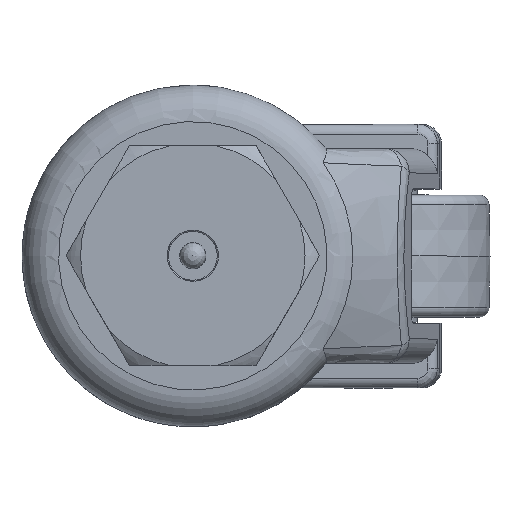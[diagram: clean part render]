
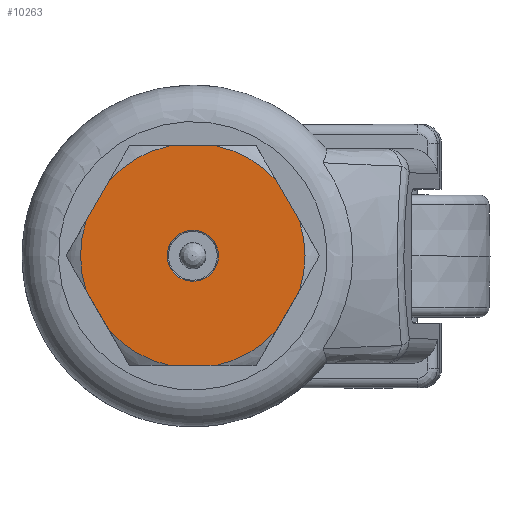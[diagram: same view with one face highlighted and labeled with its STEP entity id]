
A CAD part, top view. The second image highlights one B-rep face of the part: STEP entity #10263.
In plain terms, the highlighted planar face has unit normal (0, 0, 1).
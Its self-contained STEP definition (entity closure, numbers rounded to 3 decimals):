
#9880=CARTESIAN_POINT('',(-21.87,7.119,0.0));
#9881=VERTEX_POINT('',#9880);
#9895=CARTESIAN_POINT('',(-17.101,15.381,0.0));
#9896=VERTEX_POINT('',#9895);
#9897=CARTESIAN_POINT('',(-21.87,7.119,0.0));
#9898=DIRECTION('',(0.5,0.866,0.0));
#9899=VECTOR('',#9898,9.539);
#9900=LINE('',#9897,#9899);
#9901=EDGE_CURVE('',#9881,#9896,#9900,.T.);
#9941=CARTESIAN_POINT('',(-17.101,-15.381,0.0));
#9942=VERTEX_POINT('',#9941);
#9956=CARTESIAN_POINT('',(-21.87,-7.119,0.0));
#9957=VERTEX_POINT('',#9956);
#9958=CARTESIAN_POINT('',(-17.101,-15.381,0.0));
#9959=DIRECTION('',(-0.5,0.866,0.0));
#9960=VECTOR('',#9959,9.539);
#9961=LINE('',#9958,#9960);
#9962=EDGE_CURVE('',#9942,#9957,#9961,.T.);
#9995=CARTESIAN_POINT('',(4.77,-22.5,0.0));
#9996=VERTEX_POINT('',#9995);
#10010=CARTESIAN_POINT('',(-4.77,-22.5,0.0));
#10011=VERTEX_POINT('',#10010);
#10012=CARTESIAN_POINT('',(4.77,-22.5,0.0));
#10013=DIRECTION('',(-1.0,0.0,0.0));
#10014=VECTOR('',#10013,9.539);
#10015=LINE('',#10012,#10014);
#10016=EDGE_CURVE('',#9996,#10011,#10015,.T.);
#10049=CARTESIAN_POINT('',(21.87,-7.119,0.0));
#10050=VERTEX_POINT('',#10049);
#10064=CARTESIAN_POINT('',(17.101,-15.381,0.0));
#10065=VERTEX_POINT('',#10064);
#10066=CARTESIAN_POINT('',(21.87,-7.119,0.0));
#10067=DIRECTION('',(-0.5,-0.866,0.0));
#10068=VECTOR('',#10067,9.539);
#10069=LINE('',#10066,#10068);
#10070=EDGE_CURVE('',#10050,#10065,#10069,.T.);
#10101=CARTESIAN_POINT('',(21.87,7.119,0.0));
#10102=VERTEX_POINT('',#10101);
#10126=CARTESIAN_POINT('',(17.101,15.381,0.0));
#10127=VERTEX_POINT('',#10126);
#10141=CARTESIAN_POINT('',(17.101,15.381,0.0));
#10142=DIRECTION('',(0.5,-0.866,0.0));
#10143=VECTOR('',#10142,9.539);
#10144=LINE('',#10141,#10143);
#10145=EDGE_CURVE('',#10127,#10102,#10144,.T.);
#10155=CARTESIAN_POINT('',(4.77,22.5,0.0));
#10156=VERTEX_POINT('',#10155);
#10173=CARTESIAN_POINT('',(-4.77,22.5,0.0));
#10174=VERTEX_POINT('',#10173);
#10188=CARTESIAN_POINT('',(-4.77,22.5,0.0));
#10189=DIRECTION('',(1.0,0.0,0.0));
#10190=VECTOR('',#10189,9.539);
#10191=LINE('',#10188,#10190);
#10192=EDGE_CURVE('',#10174,#10156,#10191,.T.);
#10197=CARTESIAN_POINT('',(0.,0.,0.));
#10198=DIRECTION('',(0.0,0.0,1.0));
#10199=DIRECTION('',(1.0,0.0,0.0));
#10200=AXIS2_PLACEMENT_3D('',#10197,#10198,#10199);
#10201=PLANE('',#10200);
#10202=CARTESIAN_POINT('',(0.0,0.0,0.0));
#10203=DIRECTION('',(0.0,0.0,1.0));
#10204=DIRECTION('',(1.0,0.0,0.0));
#10205=AXIS2_PLACEMENT_3D('',#10202,#10203,#10204);
#10206=CIRCLE('',#10205,23.);
#10207=EDGE_CURVE('',#10050,#10102,#10206,.T.);
#10208=ORIENTED_EDGE('',*,*,#10207,.T.);
#10209=ORIENTED_EDGE('',*,*,#10145,.F.);
#10210=CARTESIAN_POINT('',(0.0,0.0,0.0));
#10211=DIRECTION('',(0.0,0.0,1.0));
#10212=DIRECTION('',(1.0,0.0,0.0));
#10213=AXIS2_PLACEMENT_3D('',#10210,#10211,#10212);
#10214=CIRCLE('',#10213,23.);
#10215=EDGE_CURVE('',#10127,#10156,#10214,.T.);
#10216=ORIENTED_EDGE('',*,*,#10215,.T.);
#10217=ORIENTED_EDGE('',*,*,#10192,.F.);
#10218=CARTESIAN_POINT('',(0.0,0.0,0.0));
#10219=DIRECTION('',(0.0,0.0,1.0));
#10220=DIRECTION('',(1.0,0.0,0.0));
#10221=AXIS2_PLACEMENT_3D('',#10218,#10219,#10220);
#10222=CIRCLE('',#10221,23.);
#10223=EDGE_CURVE('',#10174,#9896,#10222,.T.);
#10224=ORIENTED_EDGE('',*,*,#10223,.T.);
#10225=ORIENTED_EDGE('',*,*,#9901,.F.);
#10226=CARTESIAN_POINT('',(0.0,0.0,0.0));
#10227=DIRECTION('',(0.0,0.0,1.0));
#10228=DIRECTION('',(1.0,0.0,0.0));
#10229=AXIS2_PLACEMENT_3D('',#10226,#10227,#10228);
#10230=CIRCLE('',#10229,23.);
#10231=EDGE_CURVE('',#9881,#9957,#10230,.T.);
#10232=ORIENTED_EDGE('',*,*,#10231,.T.);
#10233=ORIENTED_EDGE('',*,*,#9962,.F.);
#10234=CARTESIAN_POINT('',(0.0,0.0,0.0));
#10235=DIRECTION('',(0.0,0.0,1.0));
#10236=DIRECTION('',(1.0,0.0,0.0));
#10237=AXIS2_PLACEMENT_3D('',#10234,#10235,#10236);
#10238=CIRCLE('',#10237,23.);
#10239=EDGE_CURVE('',#9942,#10011,#10238,.T.);
#10240=ORIENTED_EDGE('',*,*,#10239,.T.);
#10241=ORIENTED_EDGE('',*,*,#10016,.F.);
#10242=CARTESIAN_POINT('',(0.0,0.0,0.0));
#10243=DIRECTION('',(0.0,0.0,1.0));
#10244=DIRECTION('',(1.0,0.0,0.0));
#10245=AXIS2_PLACEMENT_3D('',#10242,#10243,#10244);
#10246=CIRCLE('',#10245,23.0);
#10247=EDGE_CURVE('',#9996,#10065,#10246,.T.);
#10248=ORIENTED_EDGE('',*,*,#10247,.T.);
#10249=ORIENTED_EDGE('',*,*,#10070,.F.);
#10250=EDGE_LOOP('',(#10208,#10209,#10216,#10217,#10224,#10225,#10232,#10233,#10240,#10241,#10248,#10249));
#10251=FACE_OUTER_BOUND('',#10250,.T.);
#10252=CARTESIAN_POINT('',(5.25,0.0,0.));
#10253=VERTEX_POINT('',#10252);
#10254=CARTESIAN_POINT('',(0.0,0.0,0.));
#10255=DIRECTION('',(0.0,0.0,-1.0));
#10256=DIRECTION('',(1.0,0.0,0.0));
#10257=AXIS2_PLACEMENT_3D('',#10254,#10255,#10256);
#10258=CIRCLE('',#10257,5.25);
#10259=EDGE_CURVE('',#10253,#10253,#10258,.T.);
#10260=ORIENTED_EDGE('',*,*,#10259,.T.);
#10261=EDGE_LOOP('',(#10260));
#10262=FACE_BOUND('',#10261,.T.);
#10263=ADVANCED_FACE('',(#10251,#10262),#10201,.T.);
